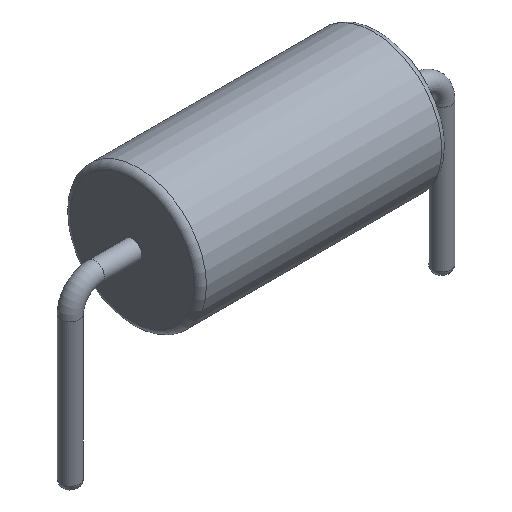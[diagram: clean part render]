
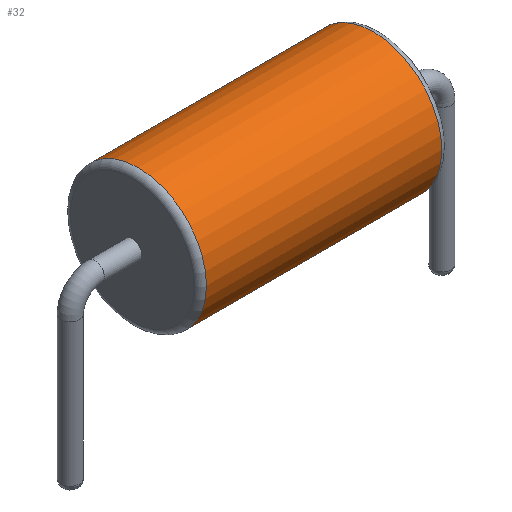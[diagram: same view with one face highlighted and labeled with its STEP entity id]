
A CAD part, isometric view. The second image highlights one B-rep face of the part: STEP entity #32.
In plain terms, the highlighted cylindrical face has radius 2.75 mm (diameter 5.5 mm), a full revolution.
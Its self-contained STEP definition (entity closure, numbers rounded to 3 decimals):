
#32 = ADVANCED_FACE('',(#33),#60,.T.);
#33 = FACE_BOUND('',#34,.F.);
#34 = EDGE_LOOP('',(#35,#45,#52,#53));
#35 = ORIENTED_EDGE('',*,*,#36,.T.);
#36 = EDGE_CURVE('',#37,#39,#41,.T.);
#37 = VERTEX_POINT('',#38);
#38 = CARTESIAN_POINT('',(-4.75,2.75,4.));
#39 = VERTEX_POINT('',#40);
#40 = CARTESIAN_POINT('',(4.75,2.75,4.));
#41 = LINE('',#42,#43);
#42 = CARTESIAN_POINT('',(-5.,2.75,4.));
#43 = VECTOR('',#44,1.);
#44 = DIRECTION('',(1.,0.,0.));
#45 = ORIENTED_EDGE('',*,*,#46,.T.);
#46 = EDGE_CURVE('',#39,#39,#47,.T.);
#47 = CIRCLE('',#48,2.75);
#48 = AXIS2_PLACEMENT_3D('',#49,#50,#51);
#49 = CARTESIAN_POINT('',(4.75,0.,4.));
#50 = DIRECTION('',(1.,0.,0.));
#51 = DIRECTION('',(0.,1.,0.));
#52 = ORIENTED_EDGE('',*,*,#36,.F.);
#53 = ORIENTED_EDGE('',*,*,#54,.F.);
#54 = EDGE_CURVE('',#37,#37,#55,.T.);
#55 = CIRCLE('',#56,2.75);
#56 = AXIS2_PLACEMENT_3D('',#57,#58,#59);
#57 = CARTESIAN_POINT('',(-4.75,0.,4.));
#58 = DIRECTION('',(1.,0.,0.));
#59 = DIRECTION('',(0.,1.,0.));
#60 = CYLINDRICAL_SURFACE('',#61,2.75);
#61 = AXIS2_PLACEMENT_3D('',#62,#63,#64);
#62 = CARTESIAN_POINT('',(-5.,0.,4.));
#63 = DIRECTION('',(-1.,0.,0.));
#64 = DIRECTION('',(0.,1.,0.));
